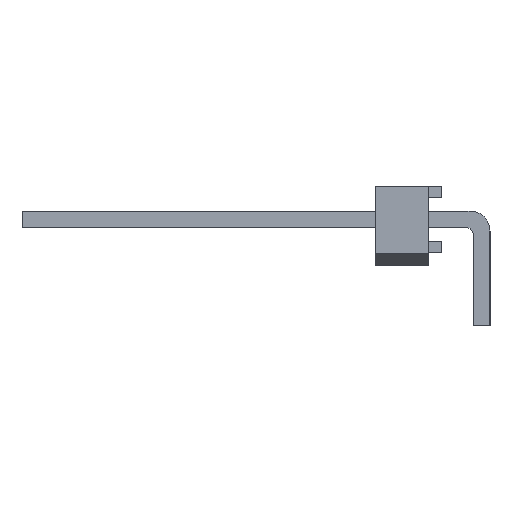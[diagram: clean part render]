
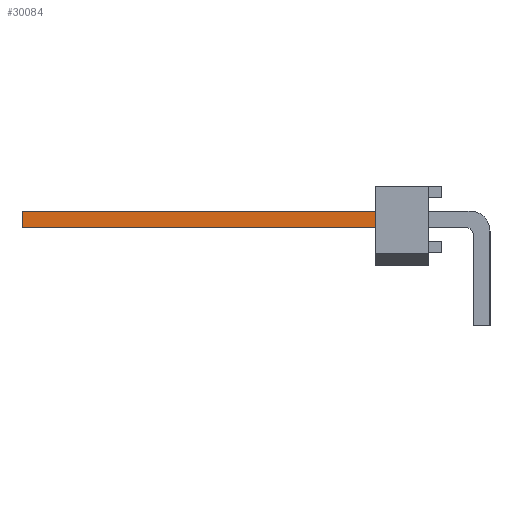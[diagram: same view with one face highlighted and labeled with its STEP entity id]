
A CAD part, left-side view. The second image highlights one B-rep face of the part: STEP entity #30084.
In plain terms, the highlighted face is planar.
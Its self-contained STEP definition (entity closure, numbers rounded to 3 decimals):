
#28819 = VERTEX_POINT('',#28820);
#28820 = CARTESIAN_POINT('',(24.448,17.526,-0.318));
#28826 = EDGE_CURVE('',#28827,#28819,#28829,.T.);
#28827 = VERTEX_POINT('',#28828);
#28828 = CARTESIAN_POINT('',(24.448,2.921,-0.318));
#28829 = LINE('',#28830,#28831);
#28830 = CARTESIAN_POINT('',(24.448,0.445,-0.318));
#28831 = VECTOR('',#28832,1.);
#28832 = DIRECTION('',(0.,1.,0.));
#29619 = VERTEX_POINT('',#29620);
#29620 = CARTESIAN_POINT('',(24.448,2.921,0.318));
#29626 = EDGE_CURVE('',#29627,#29619,#29629,.T.);
#29627 = VERTEX_POINT('',#29628);
#29628 = CARTESIAN_POINT('',(24.448,17.526,0.318));
#29629 = LINE('',#29630,#29631);
#29630 = CARTESIAN_POINT('',(24.448,17.526,0.318));
#29631 = VECTOR('',#29632,1.);
#29632 = DIRECTION('',(0.,-1.,0.));
#30073 = EDGE_CURVE('',#28819,#29627,#30074,.T.);
#30074 = LINE('',#30075,#30076);
#30075 = CARTESIAN_POINT('',(24.448,17.526,-0.318));
#30076 = VECTOR('',#30077,1.);
#30077 = DIRECTION('',(0.,0.,1.));
#30084 = ADVANCED_FACE('',(#30085),#30096,.T.);
#30085 = FACE_BOUND('',#30086,.T.);
#30086 = EDGE_LOOP('',(#30087,#30088,#30094,#30095));
#30087 = ORIENTED_EDGE('',*,*,#29626,.T.);
#30088 = ORIENTED_EDGE('',*,*,#30089,.T.);
#30089 = EDGE_CURVE('',#29619,#28827,#30090,.T.);
#30090 = LINE('',#30091,#30092);
#30091 = CARTESIAN_POINT('',(24.448,2.921,0.445));
#30092 = VECTOR('',#30093,1.);
#30093 = DIRECTION('',(0.,0.,-1.));
#30094 = ORIENTED_EDGE('',*,*,#28826,.T.);
#30095 = ORIENTED_EDGE('',*,*,#30073,.T.);
#30096 = PLANE('',#30097);
#30097 = AXIS2_PLACEMENT_3D('',#30098,#30099,#30100);
#30098 = CARTESIAN_POINT('',(24.448,0.445,0.445));
#30099 = DIRECTION('',(1.,0.,0.));
#30100 = DIRECTION('',(0.,0.,-1.));
